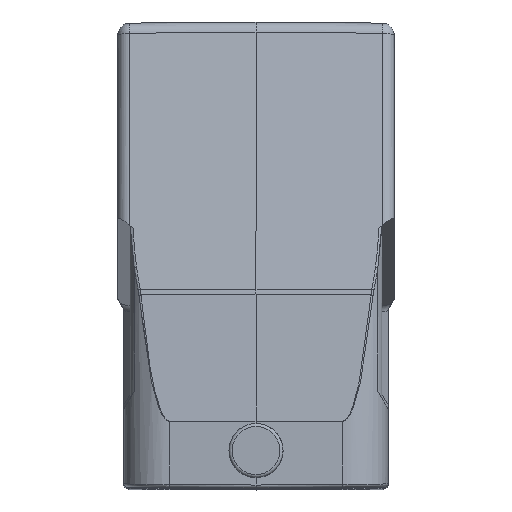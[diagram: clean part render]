
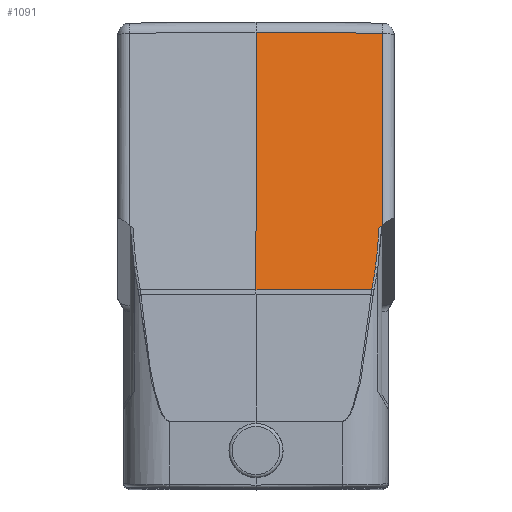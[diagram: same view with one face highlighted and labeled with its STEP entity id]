
A CAD part, top view. The second image highlights one B-rep face of the part: STEP entity #1091.
In plain terms, the highlighted planar face has unit normal (0.009, 0.174, 0.985).
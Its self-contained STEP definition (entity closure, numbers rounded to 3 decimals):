
#374=ELLIPSE('',#9482,40.313,7.);
#1091=ADVANCED_FACE('',(#1794),#1332,.T.);
#1332=PLANE('',#9483);
#1794=FACE_OUTER_BOUND('',#2338,.T.);
#2338=EDGE_LOOP('',(#6207,#6208,#6209,#6210,#6211,#6212,#6213));
#3095=LINE('',#16025,#3794);
#3096=LINE('',#16029,#3795);
#3141=LINE('',#16385,#3840);
#3142=LINE('',#16387,#3841);
#3143=LINE('',#16389,#3842);
#3794=VECTOR('',#11674,1.);
#3795=VECTOR('',#11679,1.);
#3840=VECTOR('',#11898,1.);
#3841=VECTOR('',#11901,1.);
#3842=VECTOR('',#11902,1.);
#6207=ORIENTED_EDGE('',*,*,#8217,.F.);
#6208=ORIENTED_EDGE('',*,*,#8212,.F.);
#6209=ORIENTED_EDGE('',*,*,#8210,.T.);
#6210=ORIENTED_EDGE('',*,*,#8314,.F.);
#6211=ORIENTED_EDGE('',*,*,#8315,.F.);
#6212=ORIENTED_EDGE('',*,*,#8316,.T.);
#6213=ORIENTED_EDGE('',*,*,#8317,.F.);
#7042=VERTEX_POINT('',#16022);
#7043=VERTEX_POINT('',#16026);
#7044=VERTEX_POINT('',#16030);
#7047=VERTEX_POINT('',#16055);
#7096=VERTEX_POINT('',#16371);
#7100=VERTEX_POINT('',#16388);
#7101=VERTEX_POINT('',#16390);
#8210=EDGE_CURVE('',#7043,#7042,#3095,.T.);
#8212=EDGE_CURVE('',#7043,#7044,#3096,.T.);
#8217=EDGE_CURVE('',#7044,#7047,#8601,.T.);
#8314=EDGE_CURVE('',#7096,#7042,#3141,.T.);
#8315=EDGE_CURVE('',#7100,#7096,#3142,.T.);
#8316=EDGE_CURVE('',#7100,#7101,#3143,.T.);
#8317=EDGE_CURVE('',#7047,#7101,#374,.T.);
#8601=CIRCLE('',#9396,62.354);
#9396=AXIS2_PLACEMENT_3D('',#16060,#11684,#11685);
#9482=AXIS2_PLACEMENT_3D('',#16391,#11903,#11904);
#9483=AXIS2_PLACEMENT_3D('',#16392,#11905,#11906);
#11674=DIRECTION('',(0.,0.985,-0.174));
#11679=DIRECTION('',(-0.762,-0.637,0.119));
#11684=DIRECTION('',(-0.009,-0.174,-0.985));
#11685=DIRECTION('',(0.,-0.985,0.174));
#11898=DIRECTION('',(1.,-0.009,-0.007));
#11901=DIRECTION('',(0.,0.985,-0.174));
#11902=DIRECTION('',(1.,-0.001,-0.009));
#11903=DIRECTION('',(-0.009,-0.174,-0.985));
#11904=DIRECTION('',(0.002,-0.985,0.174));
#11905=DIRECTION('',(0.009,0.174,0.985));
#11906=DIRECTION('',(0.,-0.985,0.174));
#16022=CARTESIAN_POINT('',(20.517,19.584,50.546));
#16025=CARTESIAN_POINT('',(20.517,-11.704,56.062));
#16026=CARTESIAN_POINT('',(20.517,-11.704,56.062));
#16029=CARTESIAN_POINT('',(20.517,-11.704,56.062));
#16030=CARTESIAN_POINT('',(19.963,-12.168,56.149));
#16055=CARTESIAN_POINT('',(19.449,-18.497,57.27));
#16060=CARTESIAN_POINT('',(-42.366,-10.389,56.388));
#16371=CARTESIAN_POINT('',(0.,19.763,50.696));
#16385=CARTESIAN_POINT('',(-0.012,19.763,50.696));
#16387=CARTESIAN_POINT('',(0.,-22.153,58.087));
#16388=CARTESIAN_POINT('',(0.,-22.155,58.087));
#16389=CARTESIAN_POINT('',(0.017,-22.155,58.087));
#16390=CARTESIAN_POINT('',(18.848,-22.176,57.924));
#16391=CARTESIAN_POINT('',(14.004,6.729,52.87));
#16392=CARTESIAN_POINT('',(0.,21.415,50.404));
